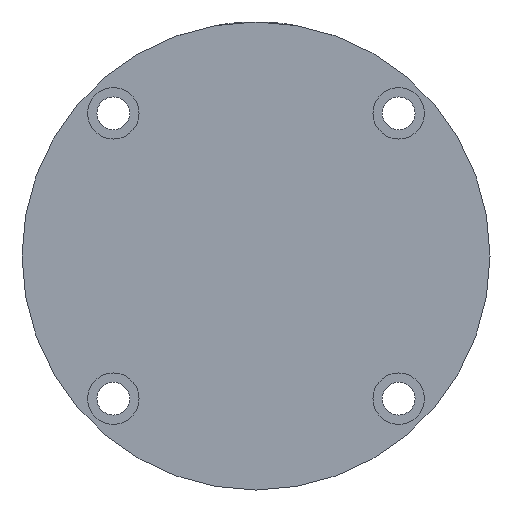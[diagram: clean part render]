
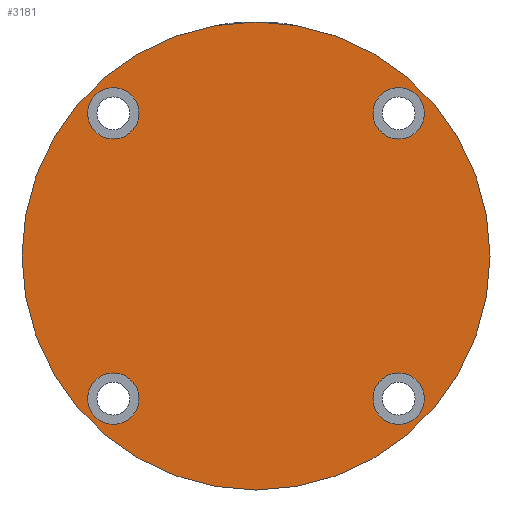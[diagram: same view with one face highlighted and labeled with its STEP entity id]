
A CAD part, left-side view. The second image highlights one B-rep face of the part: STEP entity #3181.
In plain terms, the highlighted face is planar.
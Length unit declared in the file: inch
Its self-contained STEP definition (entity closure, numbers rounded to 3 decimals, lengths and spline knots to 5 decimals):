
#6 = CARTESIAN_POINT ( 'NONE',  ( -0.95106, 0.53, 0.95106 ) ) ;
#98 = CIRCLE ( 'NONE', #2820, 0.1715 ) ;
#146 = CARTESIAN_POINT ( 'NONE',  ( -0.95106, 0.53, 1.12256 ) ) ;
#188 = EDGE_LOOP ( 'NONE', ( #3001, #1732 ) ) ;
#201 = DIRECTION ( 'NONE',  ( 0., 1., 0. ) ) ;
#227 = CARTESIAN_POINT ( 'NONE',  ( 0.95106, 0.53, -0.95106 ) ) ;
#361 = DIRECTION ( 'NONE',  ( 0., 0., 1. ) ) ;
#389 = CIRCLE ( 'NONE', #1685, 1.56 ) ;
#432 = VERTEX_POINT ( 'NONE', #1850 ) ;
#537 = FACE_BOUND ( 'NONE', #188, .T. ) ;
#564 = CARTESIAN_POINT ( 'NONE',  ( 0.95106, 0.53, -0.95106 ) ) ;
#585 = DIRECTION ( 'NONE',  ( 0., 0., 1. ) ) ;
#590 = CIRCLE ( 'NONE', #3047, 1.56 ) ;
#601 = DIRECTION ( 'NONE',  ( 0., 1., 0. ) ) ;
#725 = VERTEX_POINT ( 'NONE', #2704 ) ;
#762 = VERTEX_POINT ( 'NONE', #1687 ) ;
#861 = EDGE_CURVE ( 'NONE', #2825, #725, #2104, .T. ) ;
#867 = DIRECTION ( 'NONE',  ( 0., 1., 0. ) ) ;
#910 = DIRECTION ( 'NONE',  ( 0., 0., 1. ) ) ;
#928 = EDGE_CURVE ( 'NONE', #2013, #762, #98, .T. ) ;
#1010 = CARTESIAN_POINT ( 'NONE',  ( -0.95106, 0.53, -0.95106 ) ) ;
#1018 = CIRCLE ( 'NONE', #1195, 0.1715 ) ;
#1046 = ORIENTED_EDGE ( 'NONE', *, *, #4563, .F. ) ;
#1057 = CARTESIAN_POINT ( 'NONE',  ( 0.95106, 0.53, 0.95106 ) ) ;
#1101 = CARTESIAN_POINT ( 'NONE',  ( -0.95106, 0.53, -0.95106 ) ) ;
#1193 = AXIS2_PLACEMENT_3D ( 'NONE', #1057, #3518, #1414 ) ;
#1195 = AXIS2_PLACEMENT_3D ( 'NONE', #6, #2470, #361 ) ;
#1374 = DIRECTION ( 'NONE',  ( 0., 0., 1. ) ) ;
#1380 = EDGE_LOOP ( 'NONE', ( #3619, #3609 ) ) ;
#1414 = DIRECTION ( 'NONE',  ( 0., 0., 1. ) ) ;
#1419 = CIRCLE ( 'NONE', #3135, 0.1715 ) ;
#1445 = ORIENTED_EDGE ( 'NONE', *, *, #2565, .F. ) ;
#1456 = CARTESIAN_POINT ( 'NONE',  ( -0.95106, 0.53, -1.12256 ) ) ;
#1462 = DIRECTION ( 'NONE',  ( 0., 0., 1. ) ) ;
#1463 = FACE_BOUND ( 'NONE', #1380, .T. ) ;
#1487 = CARTESIAN_POINT ( 'NONE',  ( 0., 0.53, 0. ) ) ;
#1598 = CIRCLE ( 'NONE', #1193, 0.1715 ) ;
#1653 = EDGE_CURVE ( 'NONE', #725, #2825, #4106, .T. ) ;
#1685 = AXIS2_PLACEMENT_3D ( 'NONE', #1487, #3944, #1839 ) ;
#1687 = CARTESIAN_POINT ( 'NONE',  ( 0.95106, 0.53, 0.77956 ) ) ;
#1699 = CIRCLE ( 'NONE', #3188, 0.1715 ) ;
#1701 = DIRECTION ( 'NONE',  ( 0., -1., 0. ) ) ;
#1716 = ORIENTED_EDGE ( 'NONE', *, *, #2039, .T. ) ;
#1732 = ORIENTED_EDGE ( 'NONE', *, *, #3623, .F. ) ;
#1790 = AXIS2_PLACEMENT_3D ( 'NONE', #2315, #201, #2661 ) ;
#1839 = DIRECTION ( 'NONE',  ( 0., 0., 1. ) ) ;
#1850 = CARTESIAN_POINT ( 'NONE',  ( 0., 0.53, -1.56 ) ) ;
#2013 = VERTEX_POINT ( 'NONE', #4402 ) ;
#2036 = PLANE ( 'NONE',  #2654 ) ;
#2039 = EDGE_CURVE ( 'NONE', #2444, #432, #389, .T. ) ;
#2059 = EDGE_LOOP ( 'NONE', ( #1445, #2084 ) ) ;
#2084 = ORIENTED_EDGE ( 'NONE', *, *, #3991, .F. ) ;
#2104 = CIRCLE ( 'NONE', #3068, 0.1715 ) ;
#2108 = EDGE_LOOP ( 'NONE', ( #1046, #4263 ) ) ;
#2132 = CIRCLE ( 'NONE', #1790, 0.1715 ) ;
#2315 = CARTESIAN_POINT ( 'NONE',  ( -0.95106, 0.53, 0.95106 ) ) ;
#2334 = EDGE_LOOP ( 'NONE', ( #1716, #2724 ) ) ;
#2423 = FACE_OUTER_BOUND ( 'NONE', #2334, .T. ) ;
#2444 = VERTEX_POINT ( 'NONE', #3388 ) ;
#2470 = DIRECTION ( 'NONE',  ( 0., 1., 0. ) ) ;
#2565 = EDGE_CURVE ( 'NONE', #4213, #2664, #1699, .T. ) ;
#2598 = VERTEX_POINT ( 'NONE', #4190 ) ;
#2654 = AXIS2_PLACEMENT_3D ( 'NONE', #3811, #1701, #4176 ) ;
#2661 = DIRECTION ( 'NONE',  ( 0., 0., 1. ) ) ;
#2664 = VERTEX_POINT ( 'NONE', #1456 ) ;
#2694 = DIRECTION ( 'NONE',  ( 0., 1., 0. ) ) ;
#2704 = CARTESIAN_POINT ( 'NONE',  ( 0.95106, 0.53, -0.77956 ) ) ;
#2710 = CARTESIAN_POINT ( 'NONE',  ( 0.95106, 0.53, 0.95106 ) ) ;
#2724 = ORIENTED_EDGE ( 'NONE', *, *, #4238, .T. ) ;
#2820 = AXIS2_PLACEMENT_3D ( 'NONE', #2710, #601, #3062 ) ;
#2825 = VERTEX_POINT ( 'NONE', #3606 ) ;
#2950 = EDGE_CURVE ( 'NONE', #2598, #4219, #2132, .T. ) ;
#2985 = CARTESIAN_POINT ( 'NONE',  ( 0., 0.53, 0. ) ) ;
#3001 = ORIENTED_EDGE ( 'NONE', *, *, #928, .F. ) ;
#3027 = DIRECTION ( 'NONE',  ( 0., 1., 0. ) ) ;
#3047 = AXIS2_PLACEMENT_3D ( 'NONE', #2985, #867, #3347 ) ;
#3062 = DIRECTION ( 'NONE',  ( 0., 0., 1. ) ) ;
#3068 = AXIS2_PLACEMENT_3D ( 'NONE', #227, #2694, #585 ) ;
#3135 = AXIS2_PLACEMENT_3D ( 'NONE', #1101, #3557, #1462 ) ;
#3181 = ADVANCED_FACE ( 'PLANAR_0', ( #3343, #1463, #537, #3222, #2423 ), #2036, .F. ) ;
#3188 = AXIS2_PLACEMENT_3D ( 'NONE', #1010, #3479, #1374 ) ;
#3222 = FACE_BOUND ( 'NONE', #2108, .T. ) ;
#3343 = FACE_BOUND ( 'NONE', #2059, .T. ) ;
#3347 = DIRECTION ( 'NONE',  ( 0., 0., 1. ) ) ;
#3388 = CARTESIAN_POINT ( 'NONE',  ( 0., 0.53, 1.56 ) ) ;
#3479 = DIRECTION ( 'NONE',  ( 0., 1., 0. ) ) ;
#3518 = DIRECTION ( 'NONE',  ( 0., 1., 0. ) ) ;
#3557 = DIRECTION ( 'NONE',  ( 0., 1., 0. ) ) ;
#3606 = CARTESIAN_POINT ( 'NONE',  ( 0.95106, 0.53, -1.12256 ) ) ;
#3609 = ORIENTED_EDGE ( 'NONE', *, *, #861, .F. ) ;
#3619 = ORIENTED_EDGE ( 'NONE', *, *, #1653, .F. ) ;
#3623 = EDGE_CURVE ( 'NONE', #762, #2013, #1598, .T. ) ;
#3652 = CARTESIAN_POINT ( 'NONE',  ( -0.95106, 0.53, -0.77956 ) ) ;
#3811 = CARTESIAN_POINT ( 'NONE',  ( 0., 0.53, 0. ) ) ;
#3944 = DIRECTION ( 'NONE',  ( 0., 1., 0. ) ) ;
#3991 = EDGE_CURVE ( 'NONE', #2664, #4213, #1419, .T. ) ;
#4106 = CIRCLE ( 'NONE', #4463, 0.1715 ) ;
#4176 = DIRECTION ( 'NONE',  ( 0., 0., -1. ) ) ;
#4190 = CARTESIAN_POINT ( 'NONE',  ( -0.95106, 0.53, 0.77956 ) ) ;
#4213 = VERTEX_POINT ( 'NONE', #3652 ) ;
#4219 = VERTEX_POINT ( 'NONE', #146 ) ;
#4238 = EDGE_CURVE ( 'NONE', #432, #2444, #590, .T. ) ;
#4263 = ORIENTED_EDGE ( 'NONE', *, *, #2950, .F. ) ;
#4402 = CARTESIAN_POINT ( 'NONE',  ( 0.95106, 0.53, 1.12256 ) ) ;
#4463 = AXIS2_PLACEMENT_3D ( 'NONE', #564, #3027, #910 ) ;
#4563 = EDGE_CURVE ( 'NONE', #4219, #2598, #1018, .T. ) ;
